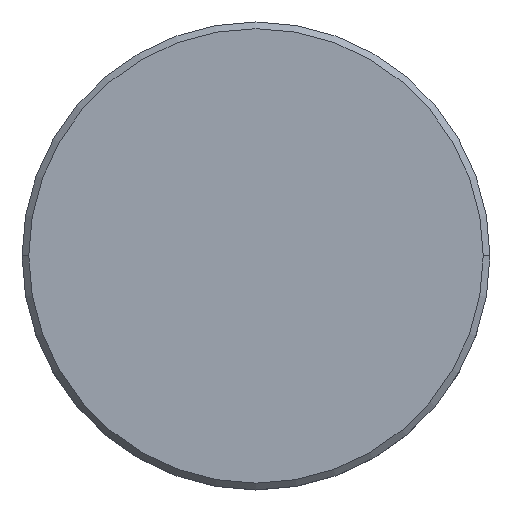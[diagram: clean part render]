
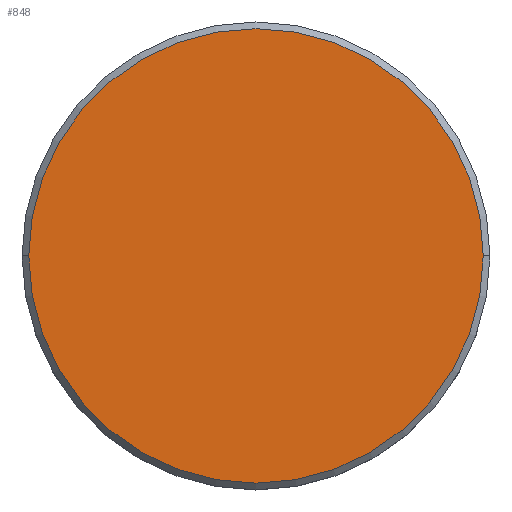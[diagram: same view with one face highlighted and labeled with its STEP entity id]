
A CAD part, top view. The second image highlights one B-rep face of the part: STEP entity #848.
In plain terms, the highlighted planar face has unit normal (0, 0, 1).
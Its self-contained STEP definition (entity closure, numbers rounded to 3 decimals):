
#3 = CARTESIAN_POINT ( 'NONE',  ( 0., 0., 0. ) ) ;
#140 = DIRECTION ( 'NONE',  ( 1., 0., 0. ) ) ;
#152 = CARTESIAN_POINT ( 'NONE',  ( 0., 0., 0. ) ) ;
#227 = AXIS2_PLACEMENT_3D ( 'NONE', #767, #322, #140 ) ;
#262 = EDGE_CURVE ( 'NONE', #486, #942, #792, .T. ) ;
#322 = DIRECTION ( 'NONE',  ( 0., 0., 1. ) ) ;
#346 = EDGE_LOOP ( 'NONE', ( #890, #374 ) ) ;
#349 = DIRECTION ( 'NONE',  ( 0., 0., 1. ) ) ;
#374 = ORIENTED_EDGE ( 'NONE', *, *, #989, .T. ) ;
#408 = CARTESIAN_POINT ( 'NONE',  ( 17., 0., 0. ) ) ;
#436 = DIRECTION ( 'NONE',  ( 0., 0., 1. ) ) ;
#486 = VERTEX_POINT ( 'NONE', #953 ) ;
#496 = CIRCLE ( 'NONE', #1161, 17. ) ;
#767 = CARTESIAN_POINT ( 'NONE',  ( 0., 0., 0. ) ) ;
#792 = CIRCLE ( 'NONE', #872, 17. ) ;
#848 = ADVANCED_FACE ( 'NONE', ( #1121 ), #1032, .T. ) ;
#872 = AXIS2_PLACEMENT_3D ( 'NONE', #3, #349, #1093 ) ;
#890 = ORIENTED_EDGE ( 'NONE', *, *, #262, .T. ) ;
#942 = VERTEX_POINT ( 'NONE', #408 ) ;
#953 = CARTESIAN_POINT ( 'NONE',  ( -17., 0., 0. ) ) ;
#989 = EDGE_CURVE ( 'NONE', #942, #486, #496, .T. ) ;
#1032 = PLANE ( 'NONE',  #227 ) ;
#1062 = DIRECTION ( 'NONE',  ( 1., 0., 0. ) ) ;
#1093 = DIRECTION ( 'NONE',  ( 1., 0., 0. ) ) ;
#1121 = FACE_OUTER_BOUND ( 'NONE', #346, .T. ) ;
#1161 = AXIS2_PLACEMENT_3D ( 'NONE', #152, #436, #1062 ) ;
